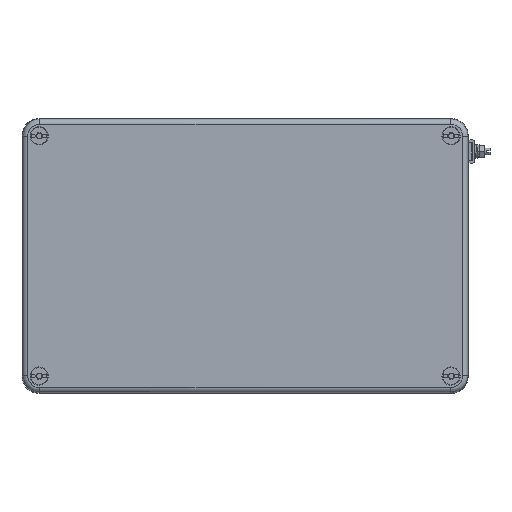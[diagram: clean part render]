
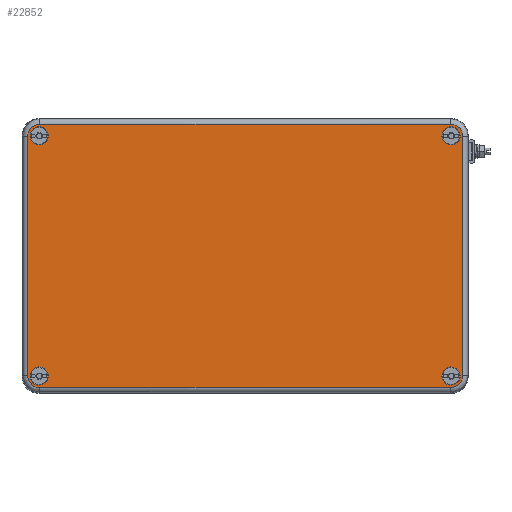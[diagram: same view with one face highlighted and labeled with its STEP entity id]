
A CAD part, top view. The second image highlights one B-rep face of the part: STEP entity #22852.
In plain terms, the highlighted planar face has unit normal (0, 0, 1).
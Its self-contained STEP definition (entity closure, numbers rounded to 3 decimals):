
#22768=AXIS2_PLACEMENT_3D('Plane Axis2P3D',#22765,#22766,#22767) ;
#22782=AXIS2_PLACEMENT_3D('Circle Axis2P3D',#22780,#22781,$) ;
#22791=AXIS2_PLACEMENT_3D('Circle Axis2P3D',#22789,#22790,$) ;
#22800=AXIS2_PLACEMENT_3D('Circle Axis2P3D',#22798,#22799,$) ;
#22809=AXIS2_PLACEMENT_3D('Circle Axis2P3D',#22807,#22808,$) ;
#22818=AXIS2_PLACEMENT_3D('Circle Axis2P3D',#22816,#22817,$) ;
#22827=AXIS2_PLACEMENT_3D('Circle Axis2P3D',#22825,#22826,$) ;
#22836=AXIS2_PLACEMENT_3D('Circle Axis2P3D',#22834,#22835,$) ;
#22845=AXIS2_PLACEMENT_3D('Circle Axis2P3D',#22843,#22844,$) ;
#20824=CARTESIAN_POINT('Vertex',(3.297,149.704,91.)) ;
#20831=CARTESIAN_POINT('Vertex',(3.297,10.296,91.)) ;
#20834=CARTESIAN_POINT('Line Origine',(3.297,80.,91.)) ;
#20962=CARTESIAN_POINT('Vertex',(10.296,156.703,91.)) ;
#20966=CARTESIAN_POINT('Control Point',(3.297,149.704,91.)) ;
#20967=CARTESIAN_POINT('Control Point',(3.297,150.184,91.)) ;
#20968=CARTESIAN_POINT('Control Point',(3.338,150.664,91.)) ;
#20969=CARTESIAN_POINT('Control Point',(3.421,151.139,91.)) ;
#20970=CARTESIAN_POINT('Control Point',(3.794,152.558,91.)) ;
#20971=CARTESIAN_POINT('Control Point',(4.527,153.849,91.)) ;
#20972=CARTESIAN_POINT('Control Point',(5.169,154.621,91.)) ;
#20973=CARTESIAN_POINT('Control Point',(6.504,155.745,91.)) ;
#20974=CARTESIAN_POINT('Control Point',(8.104,156.412,91.)) ;
#20975=CARTESIAN_POINT('Control Point',(8.823,156.606,91.)) ;
#20976=CARTESIAN_POINT('Control Point',(9.56,156.703,91.)) ;
#20977=CARTESIAN_POINT('Control Point',(10.296,156.703,91.)) ;
#21018=CARTESIAN_POINT('Vertex',(249.704,156.703,91.)) ;
#21021=CARTESIAN_POINT('Line Origine',(130.011,156.703,91.)) ;
#21149=CARTESIAN_POINT('Vertex',(256.703,149.704,91.)) ;
#21153=CARTESIAN_POINT('Control Point',(249.704,156.703,91.)) ;
#21154=CARTESIAN_POINT('Control Point',(250.184,156.703,91.)) ;
#21155=CARTESIAN_POINT('Control Point',(250.664,156.662,91.)) ;
#21156=CARTESIAN_POINT('Control Point',(251.139,156.579,91.)) ;
#21157=CARTESIAN_POINT('Control Point',(252.558,156.206,91.)) ;
#21158=CARTESIAN_POINT('Control Point',(253.849,155.473,91.)) ;
#21159=CARTESIAN_POINT('Control Point',(254.621,154.831,91.)) ;
#21160=CARTESIAN_POINT('Control Point',(255.745,153.496,91.)) ;
#21161=CARTESIAN_POINT('Control Point',(256.412,151.896,91.)) ;
#21162=CARTESIAN_POINT('Control Point',(256.606,151.177,91.)) ;
#21163=CARTESIAN_POINT('Control Point',(256.703,150.44,91.)) ;
#21164=CARTESIAN_POINT('Control Point',(256.703,149.704,91.)) ;
#21205=CARTESIAN_POINT('Vertex',(256.703,10.296,91.)) ;
#21208=CARTESIAN_POINT('Line Origine',(256.703,80.,91.)) ;
#21336=CARTESIAN_POINT('Vertex',(249.704,3.297,91.)) ;
#21340=CARTESIAN_POINT('Control Point',(256.703,10.296,91.)) ;
#21341=CARTESIAN_POINT('Control Point',(256.703,9.816,91.)) ;
#21342=CARTESIAN_POINT('Control Point',(256.662,9.336,91.)) ;
#21343=CARTESIAN_POINT('Control Point',(256.579,8.861,91.)) ;
#21344=CARTESIAN_POINT('Control Point',(256.206,7.442,91.)) ;
#21345=CARTESIAN_POINT('Control Point',(255.473,6.151,91.)) ;
#21346=CARTESIAN_POINT('Control Point',(254.831,5.379,91.)) ;
#21347=CARTESIAN_POINT('Control Point',(253.496,4.255,91.)) ;
#21348=CARTESIAN_POINT('Control Point',(251.896,3.588,91.)) ;
#21349=CARTESIAN_POINT('Control Point',(251.177,3.394,91.)) ;
#21350=CARTESIAN_POINT('Control Point',(250.44,3.297,91.)) ;
#21351=CARTESIAN_POINT('Control Point',(249.704,3.297,91.)) ;
#21392=CARTESIAN_POINT('Vertex',(10.296,3.297,91.)) ;
#21395=CARTESIAN_POINT('Line Origine',(130.011,3.297,91.)) ;
#21510=CARTESIAN_POINT('Control Point',(10.296,3.297,91.)) ;
#21511=CARTESIAN_POINT('Control Point',(9.816,3.297,91.)) ;
#21512=CARTESIAN_POINT('Control Point',(9.336,3.338,91.)) ;
#21513=CARTESIAN_POINT('Control Point',(8.861,3.421,91.)) ;
#21514=CARTESIAN_POINT('Control Point',(7.442,3.794,91.)) ;
#21515=CARTESIAN_POINT('Control Point',(6.151,4.527,91.)) ;
#21516=CARTESIAN_POINT('Control Point',(5.379,5.169,91.)) ;
#21517=CARTESIAN_POINT('Control Point',(4.255,6.504,91.)) ;
#21518=CARTESIAN_POINT('Control Point',(3.588,8.104,91.)) ;
#21519=CARTESIAN_POINT('Control Point',(3.394,8.823,91.)) ;
#21520=CARTESIAN_POINT('Control Point',(3.297,9.56,91.)) ;
#21521=CARTESIAN_POINT('Control Point',(3.297,10.296,91.)) ;
#22765=CARTESIAN_POINT('Axis2P3D Location',(130.,80.,91.)) ;
#22780=CARTESIAN_POINT('Axis2P3D Location',(250.,10.,91.)) ;
#22784=CARTESIAN_POINT('Vertex',(247.459,5.349,91.)) ;
#22786=CARTESIAN_POINT('Vertex',(252.541,14.651,91.)) ;
#22789=CARTESIAN_POINT('Axis2P3D Location',(250.,10.,91.)) ;
#22798=CARTESIAN_POINT('Axis2P3D Location',(10.,10.,91.)) ;
#22802=CARTESIAN_POINT('Vertex',(12.541,14.651,91.)) ;
#22804=CARTESIAN_POINT('Vertex',(7.459,5.349,91.)) ;
#22807=CARTESIAN_POINT('Axis2P3D Location',(10.,10.,91.)) ;
#22816=CARTESIAN_POINT('Axis2P3D Location',(250.,150.,91.)) ;
#22820=CARTESIAN_POINT('Vertex',(252.541,154.651,91.)) ;
#22822=CARTESIAN_POINT('Vertex',(247.459,145.349,91.)) ;
#22825=CARTESIAN_POINT('Axis2P3D Location',(250.,150.,91.)) ;
#22834=CARTESIAN_POINT('Axis2P3D Location',(10.,150.,91.)) ;
#22838=CARTESIAN_POINT('Vertex',(12.541,154.651,91.)) ;
#22840=CARTESIAN_POINT('Vertex',(7.459,145.349,91.)) ;
#22843=CARTESIAN_POINT('Axis2P3D Location',(10.,150.,91.)) ;
#20835=DIRECTION('Vector Direction',(0.,-1.,0.)) ;
#21022=DIRECTION('Vector Direction',(1.,0.,0.)) ;
#21209=DIRECTION('Vector Direction',(0.,-1.,0.)) ;
#21396=DIRECTION('Vector Direction',(1.,0.,0.)) ;
#22766=DIRECTION('Axis2P3D Direction',(0.,0.,1.)) ;
#22767=DIRECTION('Axis2P3D XDirection',(1.,0.,0.)) ;
#22781=DIRECTION('Axis2P3D Direction',(0.,0.,1.)) ;
#22790=DIRECTION('Axis2P3D Direction',(0.,0.,1.)) ;
#22799=DIRECTION('Axis2P3D Direction',(0.,0.,1.)) ;
#22808=DIRECTION('Axis2P3D Direction',(0.,0.,1.)) ;
#22817=DIRECTION('Axis2P3D Direction',(0.,0.,1.)) ;
#22826=DIRECTION('Axis2P3D Direction',(0.,0.,1.)) ;
#22835=DIRECTION('Axis2P3D Direction',(0.,0.,1.)) ;
#22844=DIRECTION('Axis2P3D Direction',(0.,0.,1.)) ;
#20836=VECTOR('Line Direction',#20835,1.) ;
#21023=VECTOR('Line Direction',#21022,1.) ;
#21210=VECTOR('Line Direction',#21209,1.) ;
#21397=VECTOR('Line Direction',#21396,1.) ;
#22771=ORIENTED_EDGE('',*,*,#21399,.T.) ;
#22772=ORIENTED_EDGE('',*,*,#21352,.T.) ;
#22773=ORIENTED_EDGE('',*,*,#21212,.T.) ;
#22774=ORIENTED_EDGE('',*,*,#21165,.T.) ;
#22775=ORIENTED_EDGE('',*,*,#21025,.T.) ;
#22776=ORIENTED_EDGE('',*,*,#20978,.T.) ;
#22777=ORIENTED_EDGE('',*,*,#20838,.T.) ;
#22778=ORIENTED_EDGE('',*,*,#21522,.T.) ;
#22795=ORIENTED_EDGE('',*,*,#22788,.T.) ;
#22796=ORIENTED_EDGE('',*,*,#22793,.T.) ;
#22813=ORIENTED_EDGE('',*,*,#22806,.T.) ;
#22814=ORIENTED_EDGE('',*,*,#22811,.T.) ;
#22831=ORIENTED_EDGE('',*,*,#22824,.T.) ;
#22832=ORIENTED_EDGE('',*,*,#22829,.T.) ;
#22849=ORIENTED_EDGE('',*,*,#22842,.T.) ;
#22850=ORIENTED_EDGE('',*,*,#22847,.T.) ;
#22797=FACE_BOUND('',#22794,.T.) ;
#22815=FACE_BOUND('',#22812,.T.) ;
#22833=FACE_BOUND('',#22830,.T.) ;
#22851=FACE_BOUND('',#22848,.T.) ;
#22852=ADVANCED_FACE('Cover',(#22779,#22797,#22815,#22833,#22851),#22769,.T.) ;
#20965=B_SPLINE_CURVE_WITH_KNOTS('',5,(#20966,#20967,#20968,#20969,#20970,#20971,#20972,#20973,#20974,#20975,#20976,#20977),.UNSPECIFIED.,.F.,.U.,(6,3,3,6),(28.768,32.952,41.518,47.94),.UNSPECIFIED.) ;
#21152=B_SPLINE_CURVE_WITH_KNOTS('',5,(#21153,#21154,#21155,#21156,#21157,#21158,#21159,#21160,#21161,#21162,#21163,#21164),.UNSPECIFIED.,.F.,.U.,(6,3,3,6),(28.768,32.952,41.518,47.94),.UNSPECIFIED.) ;
#21339=B_SPLINE_CURVE_WITH_KNOTS('',5,(#21340,#21341,#21342,#21343,#21344,#21345,#21346,#21347,#21348,#21349,#21350,#21351),.UNSPECIFIED.,.F.,.U.,(6,3,3,6),(28.768,32.952,41.518,47.94),.UNSPECIFIED.) ;
#21509=B_SPLINE_CURVE_WITH_KNOTS('',5,(#21510,#21511,#21512,#21513,#21514,#21515,#21516,#21517,#21518,#21519,#21520,#21521),.UNSPECIFIED.,.F.,.U.,(6,3,3,6),(28.768,32.952,41.518,47.94),.UNSPECIFIED.) ;
#22783=CIRCLE('generated circle',#22782,5.3) ;
#22792=CIRCLE('generated circle',#22791,5.3) ;
#22801=CIRCLE('generated circle',#22800,5.3) ;
#22810=CIRCLE('generated circle',#22809,5.3) ;
#22819=CIRCLE('generated circle',#22818,5.3) ;
#22828=CIRCLE('generated circle',#22827,5.3) ;
#22837=CIRCLE('generated circle',#22836,5.3) ;
#22846=CIRCLE('generated circle',#22845,5.3) ;
#20838=EDGE_CURVE('',#20825,#20832,#20837,.T.) ;
#20978=EDGE_CURVE('',#20963,#20825,#20965,.F.) ;
#21025=EDGE_CURVE('',#21019,#20963,#21024,.F.) ;
#21165=EDGE_CURVE('',#21150,#21019,#21152,.F.) ;
#21212=EDGE_CURVE('',#21206,#21150,#21211,.F.) ;
#21352=EDGE_CURVE('',#21337,#21206,#21339,.F.) ;
#21399=EDGE_CURVE('',#21393,#21337,#21398,.T.) ;
#21522=EDGE_CURVE('',#20832,#21393,#21509,.F.) ;
#22788=EDGE_CURVE('',#22785,#22787,#22783,.F.) ;
#22793=EDGE_CURVE('',#22787,#22785,#22792,.F.) ;
#22806=EDGE_CURVE('',#22803,#22805,#22801,.F.) ;
#22811=EDGE_CURVE('',#22805,#22803,#22810,.F.) ;
#22824=EDGE_CURVE('',#22821,#22823,#22819,.F.) ;
#22829=EDGE_CURVE('',#22823,#22821,#22828,.F.) ;
#22842=EDGE_CURVE('',#22839,#22841,#22837,.F.) ;
#22847=EDGE_CURVE('',#22841,#22839,#22846,.F.) ;
#22770=EDGE_LOOP('',(#22771,#22772,#22773,#22774,#22775,#22776,#22777,#22778)) ;
#22794=EDGE_LOOP('',(#22795,#22796)) ;
#22812=EDGE_LOOP('',(#22813,#22814)) ;
#22830=EDGE_LOOP('',(#22831,#22832)) ;
#22848=EDGE_LOOP('',(#22849,#22850)) ;
#22779=FACE_OUTER_BOUND('',#22770,.T.) ;
#20837=LINE('Line',#20834,#20836) ;
#21024=LINE('Line',#21021,#21023) ;
#21211=LINE('Line',#21208,#21210) ;
#21398=LINE('Line',#21395,#21397) ;
#22769=PLANE('',#22768) ;
#20825=VERTEX_POINT('',#20824) ;
#20832=VERTEX_POINT('',#20831) ;
#20963=VERTEX_POINT('',#20962) ;
#21019=VERTEX_POINT('',#21018) ;
#21150=VERTEX_POINT('',#21149) ;
#21206=VERTEX_POINT('',#21205) ;
#21337=VERTEX_POINT('',#21336) ;
#21393=VERTEX_POINT('',#21392) ;
#22785=VERTEX_POINT('',#22784) ;
#22787=VERTEX_POINT('',#22786) ;
#22803=VERTEX_POINT('',#22802) ;
#22805=VERTEX_POINT('',#22804) ;
#22821=VERTEX_POINT('',#22820) ;
#22823=VERTEX_POINT('',#22822) ;
#22839=VERTEX_POINT('',#22838) ;
#22841=VERTEX_POINT('',#22840) ;
